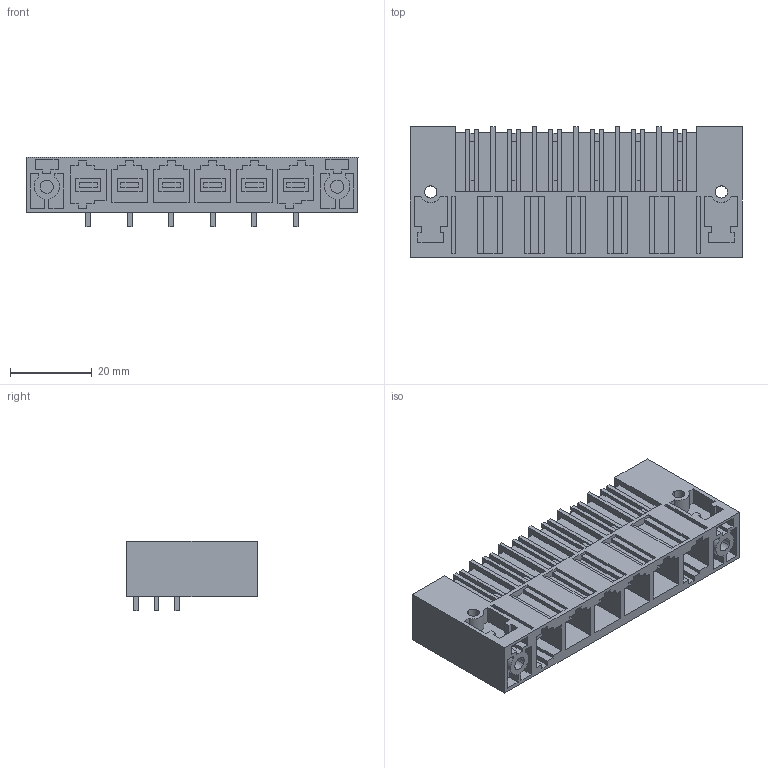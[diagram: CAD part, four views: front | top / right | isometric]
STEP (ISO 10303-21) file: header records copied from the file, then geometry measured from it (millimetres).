
FILE_DESCRIPTION(('CATIA V5 STEP Exchange','CAx-IF Rec.Pracs.--- Model Styling and Organization---1.2---2011-12-15'),'2;1');
FILE_NAME ('D1456680_0_1813610000_1813610000.stp','2018-03-07T10:58:52+00:00',('none'),('Weidmueller'),'CATIA Version 5-6 Release 2014','CATIA V5 STEP AP214','none');
FILE_SCHEMA(('AUTOMOTIVE_DESIGN { 1 0 10303 214 1 1 1 1 }'));
Length unit declared in the file: millimetre
Products named in the file (1): 1813610000
Bounding box: 81.28 x 32 x 17.1 mm (x, y, z)
Volume: 20155.6 mm3; surface area: 22599.9 mm2
Topology: 7 solids, 7 shells, 790 faces, 2273 edges, 1530 vertices
Faces by surface type: plane 733, cylinder 57
Entity records: 24761 total; most frequent: ORIENTED_EDGE 4546, CARTESIAN_POINT 4323, DIRECTION 3311, EDGE_CURVE 2273, VECTOR 2150, LINE 2150, VERTEX_POINT 1530, EDGE_LOOP 849
